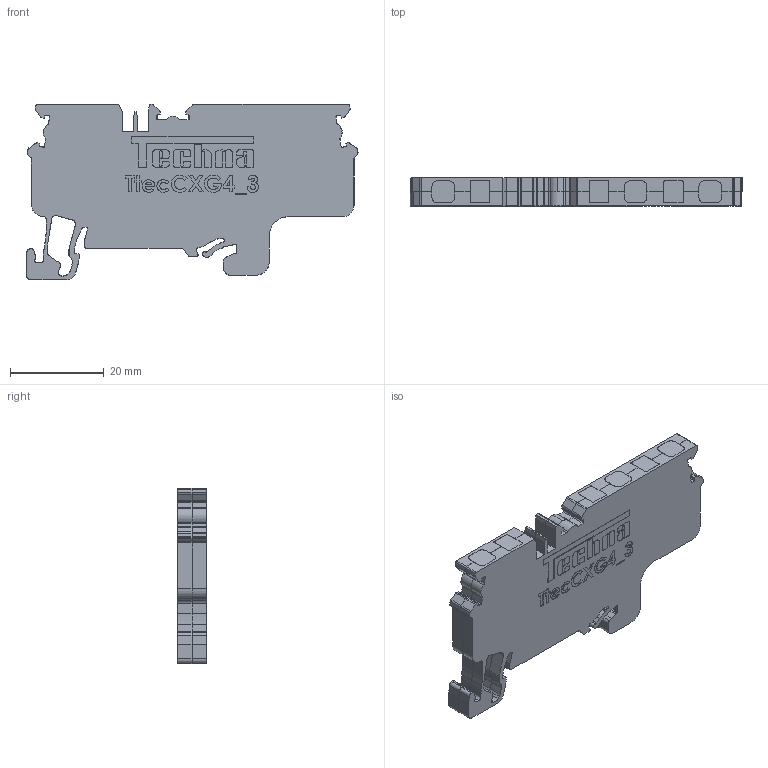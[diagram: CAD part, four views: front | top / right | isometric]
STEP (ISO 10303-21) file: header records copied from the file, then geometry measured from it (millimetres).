
FILE_DESCRIPTION (( 'STEP AP214' ), '1' );
FILE_NAME ('TtecCXG4_3.STEP', '2020-07-22T08:33:40', ( '' ), ( '' ), 'SwSTEP 2.0', 'SolidWorks 2020', '' );
FILE_SCHEMA (( 'AUTOMOTIVE_DESIGN' ));
Length unit declared in the file: millimetre
Products named in the file (1): TtecCXG4_3
Bounding box: 70.8 x 6 x 37.4 mm (x, y, z)
Volume: 11587.9 mm3; surface area: 5938.2 mm2
Topology: 1 solids, 1 shells, 999 faces, 2868 edges, 1912 vertices
Faces by surface type: plane 545, cylinder 358, bspline 96
Entity records: 46670 total; most frequent: CARTESIAN_POINT 11828, ORIENTED_EDGE 5736, DIRECTION 5200, EDGE_CURVE 2868, VECTOR 1960, LINE 1960, VERTEX_POINT 1912, AXIS2_PLACEMENT_3D 1620
